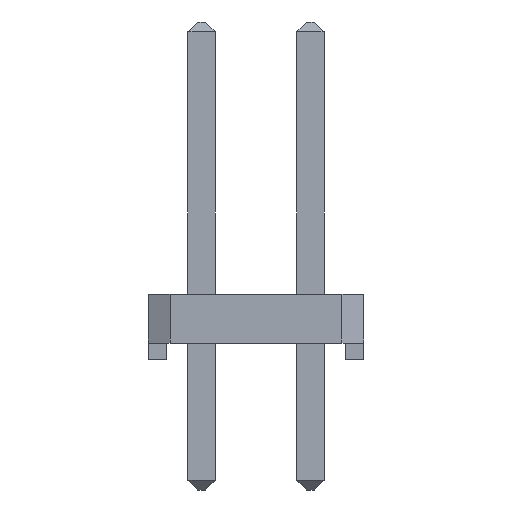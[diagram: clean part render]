
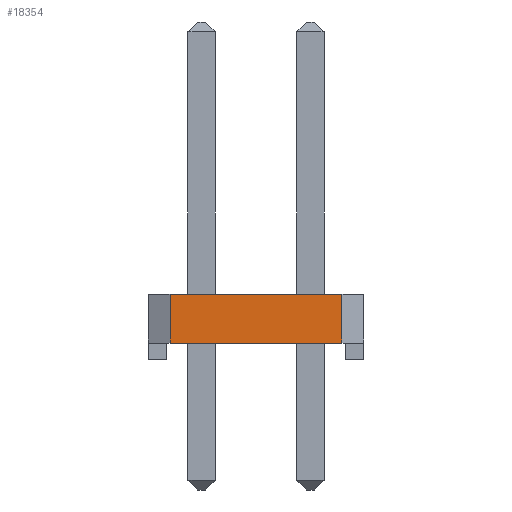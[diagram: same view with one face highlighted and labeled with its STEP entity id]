
A CAD part, left-side view. The second image highlights one B-rep face of the part: STEP entity #18354.
In plain terms, the highlighted planar face has unit normal (-1, 0, 0).
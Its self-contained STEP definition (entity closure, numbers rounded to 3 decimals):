
#18051=CARTESIAN_POINT('',(-17.78,-2.007,0.381));
#18052=VERTEX_POINT('',#18051);
#18059=CARTESIAN_POINT('',(-17.78,2.007,0.381));
#18060=VERTEX_POINT('',#18059);
#18061=CARTESIAN_POINT('',(-17.78,2.007,0.381));
#18062=DIRECTION('',(0.0,-1.0,0.0));
#18063=VECTOR('',#18062,4.013);
#18064=LINE('',#18061,#18063);
#18065=EDGE_CURVE('',#18060,#18052,#18064,.T.);
#18188=CARTESIAN_POINT('',(-17.78,-2.007,1.524));
#18189=VERTEX_POINT('',#18188);
#18196=CARTESIAN_POINT('',(-17.78,-2.007,1.524));
#18197=DIRECTION('',(0.0,0.0,-1.0));
#18198=VECTOR('',#18197,1.143);
#18199=LINE('',#18196,#18198);
#18200=EDGE_CURVE('',#18189,#18052,#18199,.T.);
#18320=CARTESIAN_POINT('',(-17.78,2.007,1.524));
#18321=VERTEX_POINT('',#18320);
#18322=CARTESIAN_POINT('',(-17.78,2.007,1.524));
#18323=DIRECTION('',(0.0,0.0,-1.0));
#18324=VECTOR('',#18323,1.143);
#18325=LINE('',#18322,#18324);
#18326=EDGE_CURVE('',#18321,#18060,#18325,.T.);
#18338=CARTESIAN_POINT('',(-17.78,2.007,1.524));
#18339=DIRECTION('',(-1.0,0.0,0.0));
#18340=DIRECTION('',(0.0,0.0,1.0));
#18341=AXIS2_PLACEMENT_3D('',#18338,#18339,#18340);
#18342=PLANE('',#18341);
#18343=ORIENTED_EDGE('',*,*,#18065,.T.);
#18344=ORIENTED_EDGE('',*,*,#18200,.F.);
#18345=CARTESIAN_POINT('',(-17.78,2.007,1.524));
#18346=DIRECTION('',(0.0,-1.0,0.0));
#18347=VECTOR('',#18346,4.013);
#18348=LINE('',#18345,#18347);
#18349=EDGE_CURVE('',#18321,#18189,#18348,.T.);
#18350=ORIENTED_EDGE('',*,*,#18349,.F.);
#18351=ORIENTED_EDGE('',*,*,#18326,.T.);
#18352=EDGE_LOOP('',(#18343,#18344,#18350,#18351));
#18353=FACE_OUTER_BOUND('',#18352,.T.);
#18354=ADVANCED_FACE('',(#18353),#18342,.T.);
